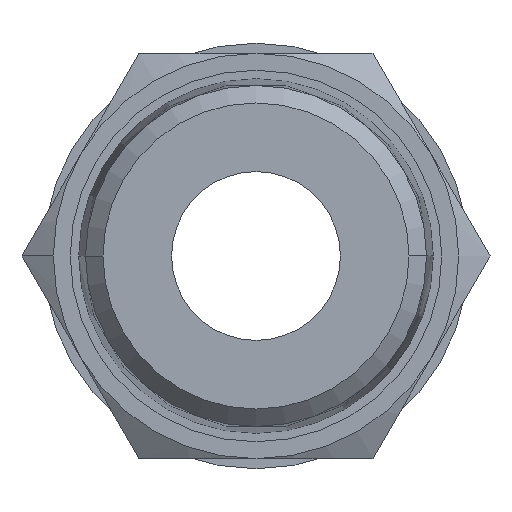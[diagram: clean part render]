
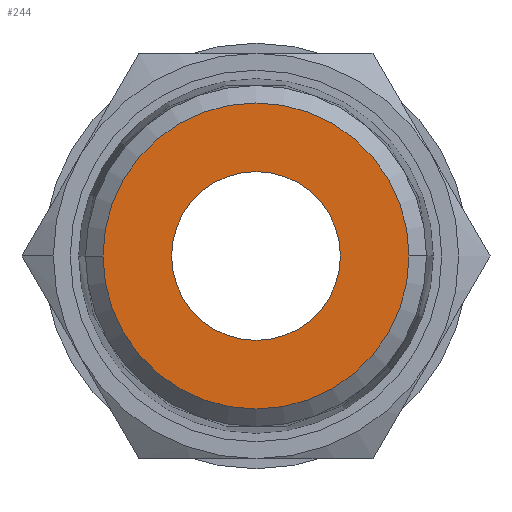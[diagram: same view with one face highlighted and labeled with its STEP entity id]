
A CAD part, front view. The second image highlights one B-rep face of the part: STEP entity #244.
In plain terms, the highlighted planar face has unit normal (0, -1, 0).
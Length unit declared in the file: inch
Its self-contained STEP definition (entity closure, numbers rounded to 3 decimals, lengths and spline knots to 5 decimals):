
#1 = CARTESIAN_POINT ( 'NONE',  ( 0.35679, 0., 0. ) ) ;
#57 = AXIS2_PLACEMENT_3D ( 'NONE', #1565, #365, #1760 ) ;
#244 = ADVANCED_FACE ( 'NONE', ( #307, #1377 ), #1328, .T. ) ;
#307 = FACE_BOUND ( 'NONE', #2397, .T. ) ;
#320 = DIRECTION ( 'NONE',  ( -1., 0., 0. ) ) ;
#359 = CARTESIAN_POINT ( 'NONE',  ( -0.35679, 0., 0. ) ) ;
#365 = DIRECTION ( 'NONE',  ( 0., -1., 0. ) ) ;
#377 = CIRCLE ( 'NONE', #2411, 0.19685 ) ;
#416 = CIRCLE ( 'NONE', #57, 0.35679 ) ;
#441 = AXIS2_PLACEMENT_3D ( 'NONE', #1260, #1251, #1246 ) ;
#544 = ORIENTED_EDGE ( 'NONE', *, *, #2193, .T. ) ;
#579 = EDGE_CURVE ( 'NONE', #2209, #1268, #1687, .T. ) ;
#611 = AXIS2_PLACEMENT_3D ( 'NONE', #642, #2038, #853 ) ;
#613 = CARTESIAN_POINT ( 'NONE',  ( 0., 0., 0. ) ) ;
#642 = CARTESIAN_POINT ( 'NONE',  ( 0., 0., 0. ) ) ;
#853 = DIRECTION ( 'NONE',  ( -1., 0., 0. ) ) ;
#994 = ORIENTED_EDGE ( 'NONE', *, *, #1593, .T. ) ;
#1013 = AXIS2_PLACEMENT_3D ( 'NONE', #1743, #1378, #1749 ) ;
#1246 = DIRECTION ( 'NONE',  ( 1., 0., 0. ) ) ;
#1251 = DIRECTION ( 'NONE',  ( 0., -1., 0. ) ) ;
#1260 = CARTESIAN_POINT ( 'NONE',  ( -0.27682, 0., 0. ) ) ;
#1268 = VERTEX_POINT ( 'NONE', #359 ) ;
#1285 = CARTESIAN_POINT ( 'NONE',  ( 0.19685, 0., 0. ) ) ;
#1328 = PLANE ( 'NONE',  #441 ) ;
#1377 = FACE_OUTER_BOUND ( 'NONE', #1754, .T. ) ;
#1378 = DIRECTION ( 'NONE',  ( 0., -1., 0. ) ) ;
#1428 = CARTESIAN_POINT ( 'NONE',  ( -0.19685, 0., 0. ) ) ;
#1471 = ORIENTED_EDGE ( 'NONE', *, *, #1618, .T. ) ;
#1565 = CARTESIAN_POINT ( 'NONE',  ( 0., 0., 0. ) ) ;
#1593 = EDGE_CURVE ( 'NONE', #2368, #1803, #377, .T. ) ;
#1618 = EDGE_CURVE ( 'NONE', #1803, #2368, #2120, .T. ) ;
#1687 = CIRCLE ( 'NONE', #1013, 0.35679 ) ;
#1743 = CARTESIAN_POINT ( 'NONE',  ( 0., 0., 0. ) ) ;
#1749 = DIRECTION ( 'NONE',  ( -1., 0., 0. ) ) ;
#1754 = EDGE_LOOP ( 'NONE', ( #544, #2289 ) ) ;
#1760 = DIRECTION ( 'NONE',  ( -1., 0., 0. ) ) ;
#1803 = VERTEX_POINT ( 'NONE', #1285 ) ;
#2038 = DIRECTION ( 'NONE',  ( 0., 1., 0. ) ) ;
#2120 = CIRCLE ( 'NONE', #611, 0.19685 ) ;
#2133 = DIRECTION ( 'NONE',  ( 0., 1., 0. ) ) ;
#2193 = EDGE_CURVE ( 'NONE', #1268, #2209, #416, .T. ) ;
#2209 = VERTEX_POINT ( 'NONE', #1 ) ;
#2289 = ORIENTED_EDGE ( 'NONE', *, *, #579, .T. ) ;
#2368 = VERTEX_POINT ( 'NONE', #1428 ) ;
#2397 = EDGE_LOOP ( 'NONE', ( #994, #1471 ) ) ;
#2411 = AXIS2_PLACEMENT_3D ( 'NONE', #613, #2133, #320 ) ;
